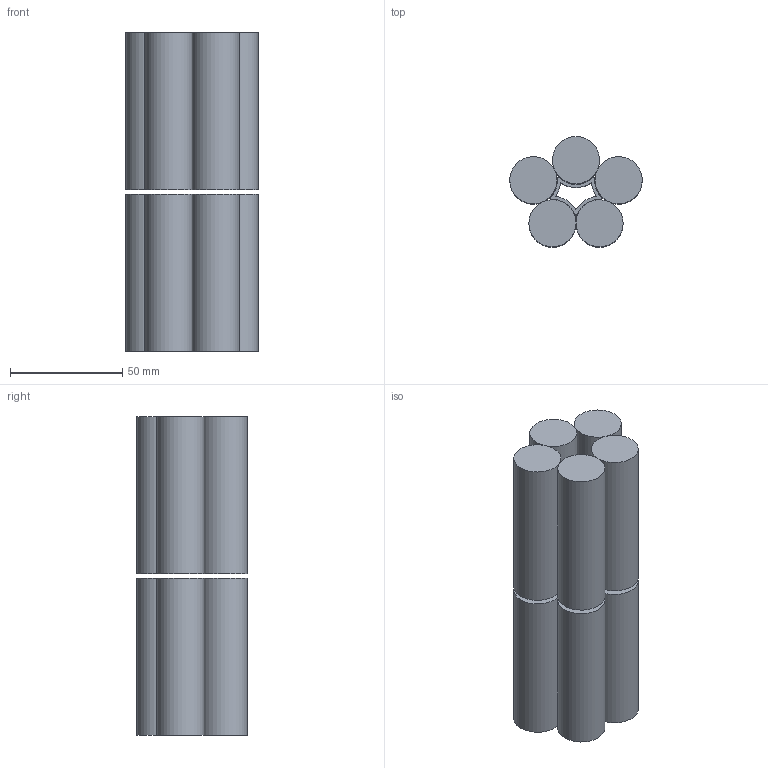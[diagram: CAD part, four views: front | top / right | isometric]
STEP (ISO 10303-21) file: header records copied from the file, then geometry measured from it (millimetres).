
FILE_DESCRIPTION(/* description */ (''),/* implementation_level */ '2;1');
FILE_NAME(/* name */ 'LR_Pack.step',/* time_stamp */ '2023-07-24T22:13:39+02:00',/* author */ (''),/* organization */ (''),/* preprocessor_version */ 'ST-DEVELOPER v19.2',/* originating_system */ 'Autodesk Translation Framework v12.6.0.85',/* authorisation */ '');
FILE_SCHEMA (('AUTOMOTIVE_DESIGN { 1 0 10303 214 3 1 1 }'));
Length unit declared in the file: millimetre
Products named in the file (1): (Nicht gespeichert)
Bounding box: 58.94 x 49.1 x 142 mm (x, y, z)
Volume: 244987.5 mm3; surface area: 56996 mm2
Topology: 12 solids, 12 shells, 74 faces, 150 edges, 100 vertices
Faces by surface type: cylinder 50, plane 24
Entity records: 2024 total; most frequent: DIRECTION 400, CARTESIAN_POINT 325, ORIENTED_EDGE 300, AXIS2_PLACEMENT_3D 175, EDGE_CURVE 150, CIRCLE 100, VERTEX_POINT 100, EDGE_LOOP 78
